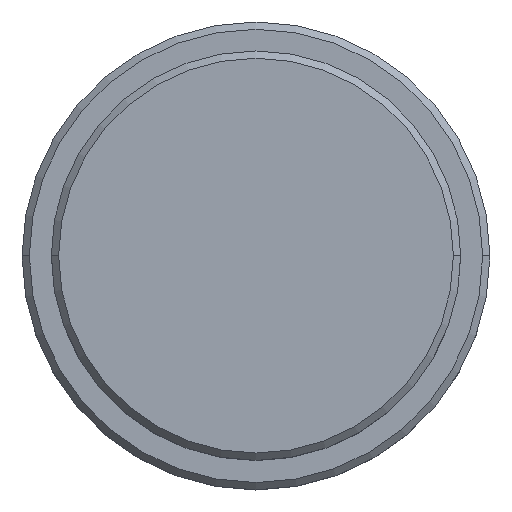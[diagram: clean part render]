
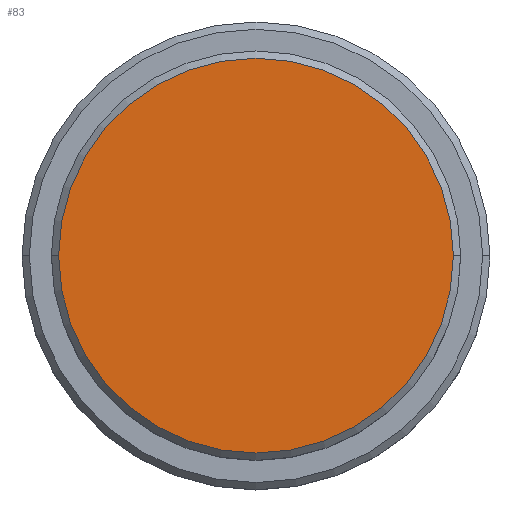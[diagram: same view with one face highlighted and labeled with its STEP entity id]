
A CAD part, top view. The second image highlights one B-rep face of the part: STEP entity #83.
In plain terms, the highlighted planar face has unit normal (0, 0, 1).
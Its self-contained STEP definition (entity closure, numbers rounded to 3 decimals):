
#19 = CIRCLE ( 'NONE', #1226, 13.5 ) ;
#75 = PLANE ( 'NONE',  #244 ) ;
#83 = ADVANCED_FACE ( 'NONE', ( #854 ), #75, .T. ) ;
#142 = DIRECTION ( 'NONE',  ( 1., 0., 0. ) ) ;
#244 = AXIS2_PLACEMENT_3D ( 'NONE', #1274, #1193, #1080 ) ;
#475 = DIRECTION ( 'NONE',  ( 1., 0., 0. ) ) ;
#572 = CARTESIAN_POINT ( 'NONE',  ( 0., 0., 0. ) ) ;
#701 = CARTESIAN_POINT ( 'NONE',  ( 0., 0., 0. ) ) ;
#826 = CIRCLE ( 'NONE', #1200, 13.5 ) ;
#854 = FACE_OUTER_BOUND ( 'NONE', #1279, .T. ) ;
#898 = DIRECTION ( 'NONE',  ( 0., 0., 1. ) ) ;
#928 = ORIENTED_EDGE ( 'NONE', *, *, #1009, .T. ) ;
#942 = EDGE_CURVE ( 'NONE', #1256, #1095, #19, .T. ) ;
#966 = ORIENTED_EDGE ( 'NONE', *, *, #942, .T. ) ;
#988 = CARTESIAN_POINT ( 'NONE',  ( 13.5, 0., 0. ) ) ;
#992 = CARTESIAN_POINT ( 'NONE',  ( -13.5, 0., 0. ) ) ;
#1009 = EDGE_CURVE ( 'NONE', #1095, #1256, #826, .T. ) ;
#1080 = DIRECTION ( 'NONE',  ( 1., 0., 0. ) ) ;
#1095 = VERTEX_POINT ( 'NONE', #992 ) ;
#1128 = DIRECTION ( 'NONE',  ( 0., 0., 1. ) ) ;
#1193 = DIRECTION ( 'NONE',  ( 0., 0., 1. ) ) ;
#1200 = AXIS2_PLACEMENT_3D ( 'NONE', #701, #1128, #142 ) ;
#1226 = AXIS2_PLACEMENT_3D ( 'NONE', #572, #898, #475 ) ;
#1256 = VERTEX_POINT ( 'NONE', #988 ) ;
#1274 = CARTESIAN_POINT ( 'NONE',  ( 0., 0., 0. ) ) ;
#1279 = EDGE_LOOP ( 'NONE', ( #928, #966 ) ) ;
